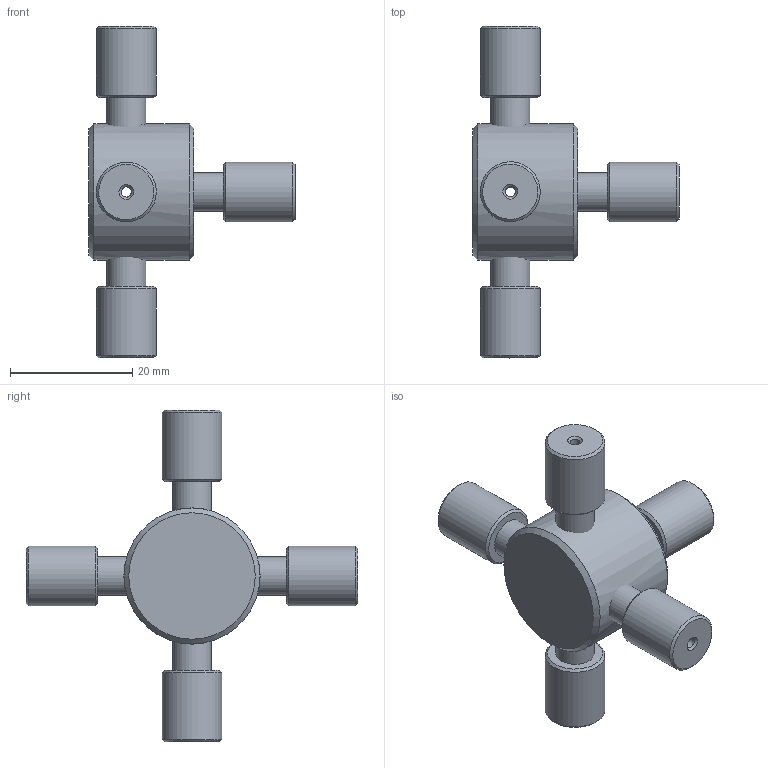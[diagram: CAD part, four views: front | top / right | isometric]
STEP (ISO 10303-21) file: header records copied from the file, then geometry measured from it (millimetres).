
FILE_DESCRIPTION((''),'2;1');
FILE_NAME('305263-C5M1PK Low pressure manifold 5 port.stp','2013-08-19T17:25:21',('Franzp'),(''),'Autodesk Inventor 2013','Autodesk Inventor 2013','');
FILE_SCHEMA(('AUTOMOTIVE_DESIGN { 1 0 10303 214 1 1 1 1 }'));
Length unit declared in the file: millimetre
Products named in the file (1): 305263_Shrinkwrap_1
Bounding box: 33.65 x 54.21 x 54.21 mm (x, y, z)
Surface area: 5391.1 mm2 (no closed solid volume)
Topology: 0 solids, 6 shells, 45 faces, 92 edges, 58 vertices
Faces by surface type: cone 17, cylinder 16, plane 12
Full cylindrical faces by diameter (mm): 1.65 x5, 6.35 x5, 9.78 x5, 22.225 x1
Entity records: 1255 total; most frequent: CARTESIAN_POINT 302, DIRECTION 192, ORIENTED_EDGE 97, AXIS2_PLACEMENT_3D 96, EDGE_LOOP 93, VERTEX_POINT 58, EDGE_CURVE 58, CIRCLE 50
